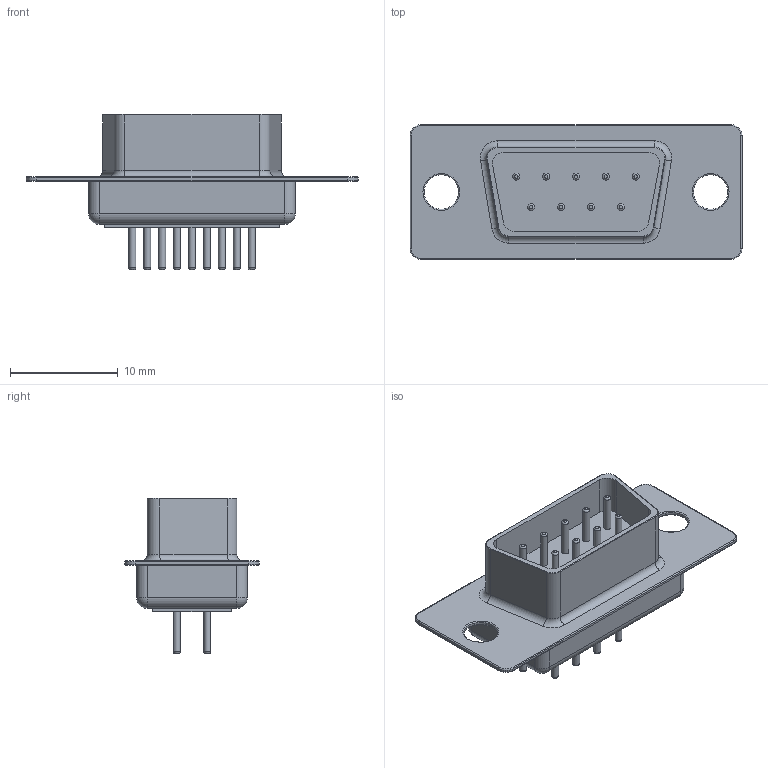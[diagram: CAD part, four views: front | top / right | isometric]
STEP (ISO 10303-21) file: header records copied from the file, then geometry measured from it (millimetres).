
FILE_DESCRIPTION(/* description */ ('model of DSUB-9_Male_Vertical_P2.77x2.84mm_MountingHoles'),/* implementation_level */ '2;1');
FILE_NAME(/* name */ 'DSUB-9_Male_Vertical_P2.77x2.84mm_MountingHoles.step',/* time_stamp */ '2024-11-10T12:13:29',/* author */ ('KiCAD','kicad'),/* organization */ ('OCCT'),/* preprocessor_version */ '',/* originating_system */ 'KiCAD',/* authorisation */ '');
FILE_SCHEMA(('AUTOMOTIVE_DESIGN { 1 0 10303 214 1 1 1 1 }'));
Length unit declared in the file: millimetre
Products named in the file (1): DSUB-9_Male_Vertical_P2.77x2.84mm_MountingHoles
Bounding box: 30.8 x 12.5 x 14.4 mm (x, y, z)
Volume: 1327.4 mm3; surface area: 1713.4 mm2
Topology: 1 solids, 2 shells, 161 faces, 343 edges, 204 vertices
Faces by surface type: cylinder 65, plane 50, torus 34, cone 4, sphere 4, revolution 4
Full cylindrical faces by diameter (mm): 0.64 x27, 3.2 x2
Entity records: 6487 total; most frequent: CARTESIAN_POINT 873, DIRECTION 849, ORIENTED_EDGE 678, AXIS2_PLACEMENT_3D 352, EDGE_CURVE 339, PRESENTATION_STYLE_ASSIGNMENT 217, SURFACE_STYLE_USAGE 217, SURFACE_SIDE_STYLE 217
